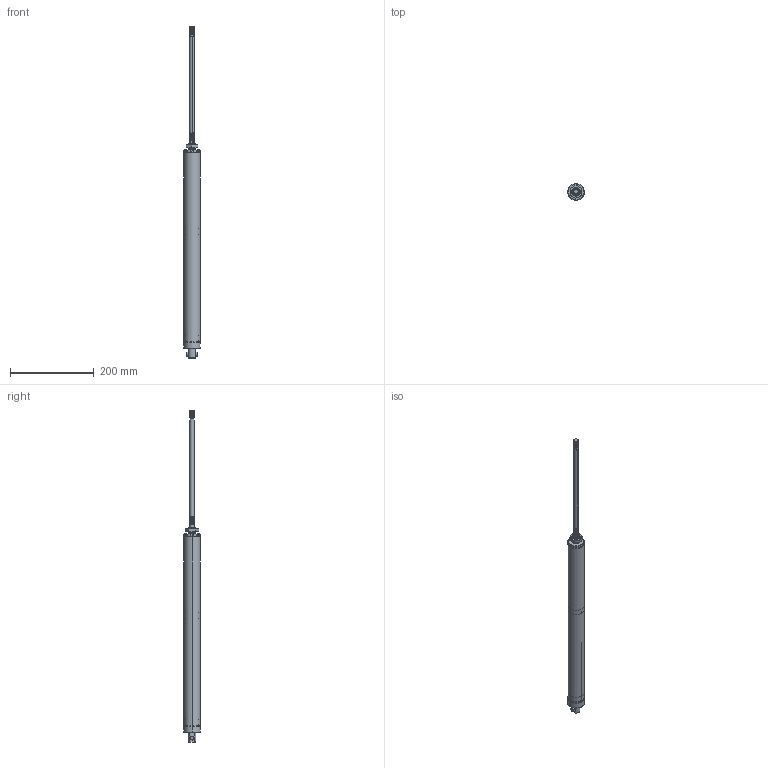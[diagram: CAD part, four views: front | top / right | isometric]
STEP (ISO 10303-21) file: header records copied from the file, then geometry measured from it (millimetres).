
FILE_DESCRIPTION (( 'STEP AP203' ), '1' );
FILE_NAME ('6498K784.step', '2011-01-03T13:46:20', ( 'jim' ), ( '' ), 'SwSTEP 2.0', 'SolidWorks 2007', '' );
FILE_SCHEMA (( 'CONFIG_CONTROL_DESIGN' ));
Length unit declared in the file: inch
Products named in the file (1): 6498K784
Bounding box: 39.69 x 39.69 x 791.21 mm (x, y, z)
Volume: 334275.6 mm3; surface area: 157211.6 mm2
Topology: 4 solids, 4 shells, 469 faces, 1021 edges, 571 vertices
Faces by surface type: cone 248, cylinder 179, plane 42
Entity records: 18390 total; most frequent: CARTESIAN_POINT 8511, ORIENTED_EDGE 2042, DIRECTION 2025, EDGE_CURVE 1021, AXIS2_PLACEMENT_3D 804, VERTEX_POINT 571, EDGE_LOOP 482, FACE_OUTER_BOUND 469
